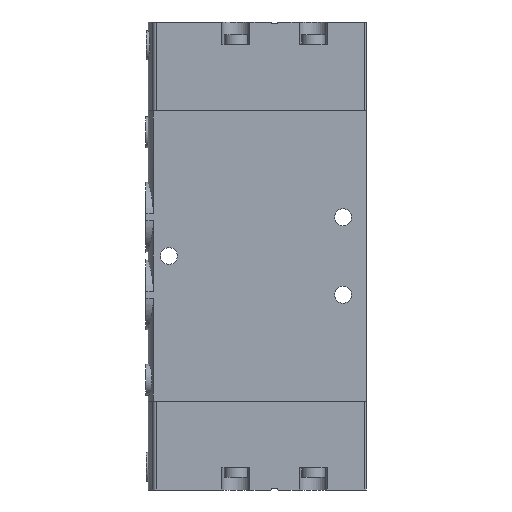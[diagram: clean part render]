
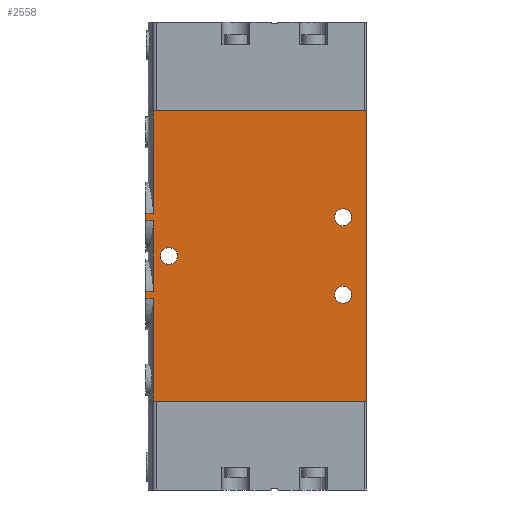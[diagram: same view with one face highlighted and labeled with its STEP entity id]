
A CAD part, left-side view. The second image highlights one B-rep face of the part: STEP entity #2558.
In plain terms, the highlighted face is planar.
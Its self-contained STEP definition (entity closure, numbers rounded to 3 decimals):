
#74=PLANE('',#2776);
#208=CIRCLE('',#2764,2.2);
#210=CIRCLE('',#2767,2.2);
#215=CIRCLE('',#2777,2.2);
#420=ORIENTED_EDGE('',*,*,#1107,.T.);
#421=ORIENTED_EDGE('',*,*,#1132,.T.);
#422=ORIENTED_EDGE('',*,*,#1123,.F.);
#423=ORIENTED_EDGE('',*,*,#1096,.T.);
#424=ORIENTED_EDGE('',*,*,#1109,.T.);
#425=ORIENTED_EDGE('',*,*,#1098,.T.);
#426=ORIENTED_EDGE('',*,*,#1127,.F.);
#427=ORIENTED_EDGE('',*,*,#1088,.T.);
#428=ORIENTED_EDGE('',*,*,#1112,.T.);
#429=ORIENTED_EDGE('',*,*,#1090,.T.);
#430=ORIENTED_EDGE('',*,*,#1119,.F.);
#431=ORIENTED_EDGE('',*,*,#1133,.F.);
#432=ORIENTED_EDGE('',*,*,#1117,.F.);
#433=ORIENTED_EDGE('',*,*,#1115,.F.);
#434=ORIENTED_EDGE('',*,*,#1134,.F.);
#1088=EDGE_CURVE('',#1455,#1454,#1709,.F.);
#1090=EDGE_CURVE('',#1456,#1457,#1710,.T.);
#1096=EDGE_CURVE('',#1463,#1462,#1713,.F.);
#1098=EDGE_CURVE('',#1464,#1465,#1714,.T.);
#1107=EDGE_CURVE('',#1474,#1473,#1718,.T.);
#1109=EDGE_CURVE('',#1462,#1464,#1720,.T.);
#1112=EDGE_CURVE('',#1454,#1456,#1722,.T.);
#1115=EDGE_CURVE('',#1477,#1477,#208,.F.);
#1117=EDGE_CURVE('',#1479,#1479,#210,.F.);
#1119=EDGE_CURVE('',#1481,#1457,#1724,.T.);
#1123=EDGE_CURVE('',#1463,#1484,#1726,.T.);
#1127=EDGE_CURVE('',#1455,#1465,#1728,.T.);
#1132=EDGE_CURVE('',#1473,#1484,#1732,.T.);
#1133=EDGE_CURVE('',#1474,#1481,#1733,.T.);
#1134=EDGE_CURVE('',#1488,#1488,#215,.F.);
#1454=VERTEX_POINT('',#3886);
#1455=VERTEX_POINT('',#3888);
#1456=VERTEX_POINT('',#3901);
#1457=VERTEX_POINT('',#3902);
#1462=VERTEX_POINT('',#3923);
#1463=VERTEX_POINT('',#3925);
#1464=VERTEX_POINT('',#3938);
#1465=VERTEX_POINT('',#3939);
#1473=VERTEX_POINT('',#3965);
#1474=VERTEX_POINT('',#3967);
#1477=VERTEX_POINT('',#3981);
#1479=VERTEX_POINT('',#3986);
#1481=VERTEX_POINT('',#3991);
#1484=VERTEX_POINT('',#4010);
#1488=VERTEX_POINT('',#4038);
#1709=LINE('',#3887,#1841);
#1710=LINE('',#3900,#1842);
#1713=LINE('',#3924,#1845);
#1714=LINE('',#3937,#1846);
#1718=LINE('',#3966,#1850);
#1720=LINE('',#3970,#1852);
#1722=LINE('',#3975,#1854);
#1724=LINE('',#3990,#1856);
#1726=LINE('',#4009,#1858);
#1728=LINE('',#4027,#1860);
#1732=LINE('',#4035,#1864);
#1733=LINE('',#4036,#1865);
#1841=VECTOR('',#3087,1000.);
#1842=VECTOR('',#3090,1000.);
#1845=VECTOR('',#3099,1000.);
#1846=VECTOR('',#3102,1000.);
#1850=VECTOR('',#3116,1000.);
#1852=VECTOR('',#3120,1000.);
#1854=VECTOR('',#3126,1000.);
#1856=VECTOR('',#3144,1000.);
#1858=VECTOR('',#3150,1000.);
#1860=VECTOR('',#3156,1000.);
#1864=VECTOR('',#3166,1000.);
#1865=VECTOR('',#3167,1000.);
#1997=EDGE_LOOP('',(#420,#421,#422,#423,#424,#425,#426,#427,#428,#429,#430,
#431));
#1998=EDGE_LOOP('',(#432));
#1999=EDGE_LOOP('',(#433));
#2000=EDGE_LOOP('',(#434));
#2239=FACE_BOUND('',#1997,.T.);
#2240=FACE_BOUND('',#1998,.T.);
#2241=FACE_BOUND('',#1999,.T.);
#2242=FACE_BOUND('',#2000,.T.);
#2558=ADVANCED_FACE('',(#2239,#2240,#2241,#2242),#74,.F.);
#2764=AXIS2_PLACEMENT_3D('',#3980,#3132,#3133);
#2767=AXIS2_PLACEMENT_3D('',#3985,#3138,#3139);
#2776=AXIS2_PLACEMENT_3D('',#4034,#3164,#3165);
#2777=AXIS2_PLACEMENT_3D('',#4037,#3168,#3169);
#3087=DIRECTION('',(0.,-1.,0.));
#3090=DIRECTION('',(0.,-1.,0.));
#3099=DIRECTION('',(0.,-1.,0.));
#3102=DIRECTION('',(0.,-1.,0.));
#3116=DIRECTION('',(-1.,0.,0.));
#3120=DIRECTION('',(1.,0.,0.));
#3126=DIRECTION('',(1.,0.,0.));
#3132=DIRECTION('',(0.,0.,1.));
#3133=DIRECTION('',(1.,0.,0.));
#3138=DIRECTION('',(0.,0.,1.));
#3139=DIRECTION('',(1.,0.,0.));
#3144=DIRECTION('',(-1.,0.,0.));
#3150=DIRECTION('',(-1.,0.,0.));
#3156=DIRECTION('',(-1.,0.,0.));
#3164=DIRECTION('',(0.,0.,1.));
#3165=DIRECTION('',(1.,0.,0.));
#3166=DIRECTION('',(0.,1.,0.));
#3167=DIRECTION('',(0.,1.,0.));
#3168=DIRECTION('',(0.,0.,1.));
#3169=DIRECTION('',(1.,0.,0.));
#3886=CARTESIAN_POINT('',(46.55,57.,-9.));
#3887=CARTESIAN_POINT('',(46.55,0.,-9.));
#3888=CARTESIAN_POINT('',(46.55,55.018,-9.));
#3900=CARTESIAN_POINT('',(48.45,0.,-9.));
#3901=CARTESIAN_POINT('',(48.45,57.,-9.));
#3902=CARTESIAN_POINT('',(48.45,55.018,-9.));
#3923=CARTESIAN_POINT('',(26.55,57.,-9.));
#3924=CARTESIAN_POINT('',(26.55,0.,-9.));
#3925=CARTESIAN_POINT('',(26.55,55.018,-9.));
#3937=CARTESIAN_POINT('',(28.45,0.,-9.));
#3938=CARTESIAN_POINT('',(28.45,57.,-9.));
#3939=CARTESIAN_POINT('',(28.45,55.018,-9.));
#3965=CARTESIAN_POINT('',(0.,0.,-9.));
#3966=CARTESIAN_POINT('',(75.,0.,-9.));
#3967=CARTESIAN_POINT('',(75.,0.,-9.));
#3970=CARTESIAN_POINT('',(27.5,57.,-9.));
#3975=CARTESIAN_POINT('',(47.5,57.,-9.));
#3980=CARTESIAN_POINT('',(27.5,6.,-9.));
#3981=CARTESIAN_POINT('',(29.7,6.,-9.));
#3985=CARTESIAN_POINT('',(47.5,6.,-9.));
#3986=CARTESIAN_POINT('',(49.7,6.,-9.));
#3990=CARTESIAN_POINT('',(75.,55.018,-9.));
#3991=CARTESIAN_POINT('',(75.,55.018,-9.));
#4009=CARTESIAN_POINT('',(75.,55.018,-9.));
#4010=CARTESIAN_POINT('',(0.,55.018,-9.));
#4027=CARTESIAN_POINT('',(75.,55.018,-9.));
#4034=CARTESIAN_POINT('',(75.,0.,-9.));
#4035=CARTESIAN_POINT('',(0.,0.,-9.));
#4036=CARTESIAN_POINT('',(75.,0.,-9.));
#4037=CARTESIAN_POINT('',(37.5,51.,-9.));
#4038=CARTESIAN_POINT('',(39.7,51.,-9.));
